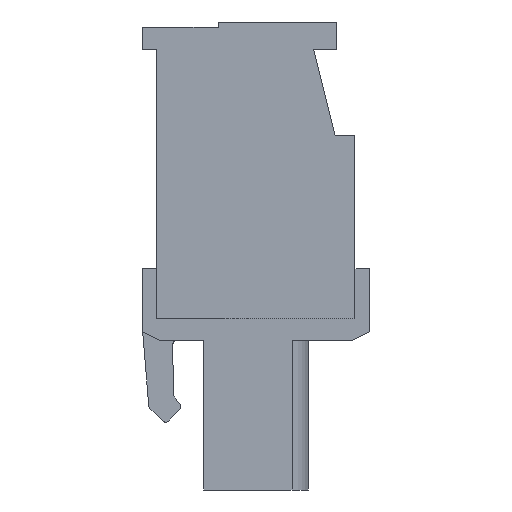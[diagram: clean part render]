
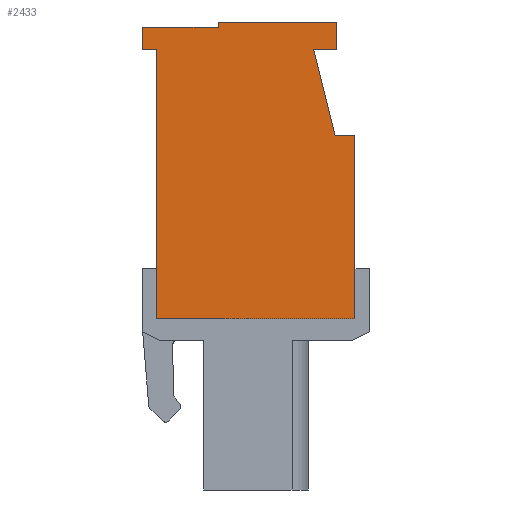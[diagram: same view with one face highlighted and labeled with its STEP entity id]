
A CAD part, left-side view. The second image highlights one B-rep face of the part: STEP entity #2433.
In plain terms, the highlighted planar face has unit normal (-1, 0, 0).
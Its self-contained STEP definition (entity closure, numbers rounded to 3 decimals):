
#2433 = ADVANCED_FACE( '', ( #5076 ), #5077, .T. );
#5076 = FACE_OUTER_BOUND( '', #8006, .T. );
#5077 = PLANE( '', #8007 );
#8006 = EDGE_LOOP( '', ( #14767, #14768, #14769, #14770, #14771, #14772, #14773, #14774, #14775, #14776, #14777, #14778 ) );
#8007 = AXIS2_PLACEMENT_3D( '', #14779, #14780, #14781 );
#14767 = ORIENTED_EDGE( '', *, *, #20163, .T. );
#14768 = ORIENTED_EDGE( '', *, *, #19466, .T. );
#14769 = ORIENTED_EDGE( '', *, *, #20811, .T. );
#14770 = ORIENTED_EDGE( '', *, *, #18957, .T. );
#14771 = ORIENTED_EDGE( '', *, *, #20115, .T. );
#14772 = ORIENTED_EDGE( '', *, *, #20140, .T. );
#14773 = ORIENTED_EDGE( '', *, *, #18602, .T. );
#14774 = ORIENTED_EDGE( '', *, *, #20812, .T. );
#14775 = ORIENTED_EDGE( '', *, *, #20293, .T. );
#14776 = ORIENTED_EDGE( '', *, *, #20813, .T. );
#14777 = ORIENTED_EDGE( '', *, *, #19915, .T. );
#14778 = ORIENTED_EDGE( '', *, *, #20814, .T. );
#14779 = CARTESIAN_POINT( '', ( -20., 0., 0. ) );
#14780 = DIRECTION( '', ( -1., 0., 0. ) );
#14781 = DIRECTION( '', ( 0., 0., 1. ) );
#18602 = EDGE_CURVE( '', #22653, #22651, #22654, .T. );
#18957 = EDGE_CURVE( '', #23258, #23259, #23260, .T. );
#19466 = EDGE_CURVE( '', #24070, #24071, #24072, .T. );
#19915 = EDGE_CURVE( '', #24744, #24745, #24746, .T. );
#20115 = EDGE_CURVE( '', #23259, #25041, #25042, .T. );
#20140 = EDGE_CURVE( '', #25041, #22653, #25079, .T. );
#20163 = EDGE_CURVE( '', #25108, #24070, #25109, .T. );
#20293 = EDGE_CURVE( '', #25284, #25282, #25285, .T. );
#20811 = EDGE_CURVE( '', #24071, #23258, #25959, .T. );
#20812 = EDGE_CURVE( '', #22651, #25284, #25960, .T. );
#20813 = EDGE_CURVE( '', #25282, #24744, #25961, .T. );
#20814 = EDGE_CURVE( '', #24745, #25108, #25962, .T. );
#22651 = VERTEX_POINT( '', #28389 );
#22653 = VERTEX_POINT( '', #28392 );
#22654 = LINE( '', #28393, #28394 );
#23258 = VERTEX_POINT( '', #29282 );
#23259 = VERTEX_POINT( '', #29283 );
#23260 = LINE( '', #29284, #29285 );
#24070 = VERTEX_POINT( '', #30491 );
#24071 = VERTEX_POINT( '', #30492 );
#24072 = LINE( '', #30493, #30494 );
#24744 = VERTEX_POINT( '', #31486 );
#24745 = VERTEX_POINT( '', #31487 );
#24746 = LINE( '', #31488, #31489 );
#25041 = VERTEX_POINT( '', #31927 );
#25042 = LINE( '', #31928, #31929 );
#25079 = LINE( '', #31986, #31987 );
#25108 = VERTEX_POINT( '', #32031 );
#25109 = LINE( '', #32032, #32033 );
#25282 = VERTEX_POINT( '', #32293 );
#25284 = VERTEX_POINT( '', #32296 );
#25285 = LINE( '', #32297, #32298 );
#25959 = LINE( '', #33312, #33313 );
#25960 = LINE( '', #33314, #33315 );
#25961 = LINE( '', #33316, #33317 );
#25962 = LINE( '', #33318, #33319 );
#28389 = CARTESIAN_POINT( '', ( -20., 5.5, -7.475 ) );
#28392 = CARTESIAN_POINT( '', ( -20., 5.5, 7.475 ) );
#28393 = CARTESIAN_POINT( '', ( -20., 5.5, 7.475 ) );
#28394 = VECTOR( '', #34972, 1000. );
#29282 = CARTESIAN_POINT( '', ( -20., 2.1, 8.725 ) );
#29283 = CARTESIAN_POINT( '', ( -20., 6.3, 8.725 ) );
#29284 = CARTESIAN_POINT( '', ( -20., 2.1, 8.725 ) );
#29285 = VECTOR( '', #35278, 1000. );
#30491 = CARTESIAN_POINT( '', ( -20., -4.5, 9.025 ) );
#30492 = CARTESIAN_POINT( '', ( -20., 2.1, 9.025 ) );
#30493 = CARTESIAN_POINT( '', ( -20., -4.5, 9.025 ) );
#30494 = VECTOR( '', #35731, 1000. );
#31486 = CARTESIAN_POINT( '', ( -20., -4.4, 2.725 ) );
#31487 = CARTESIAN_POINT( '', ( -20., -3.2, 7.525 ) );
#31488 = CARTESIAN_POINT( '', ( -20., -4.4, 2.725 ) );
#31489 = VECTOR( '', #36142, 1000. );
#31927 = CARTESIAN_POINT( '', ( -20., 6.3, 7.475 ) );
#31928 = CARTESIAN_POINT( '', ( -20., 6.3, 8.725 ) );
#31929 = VECTOR( '', #36307, 1000. );
#31986 = CARTESIAN_POINT( '', ( -20., 6.3, 7.475 ) );
#31987 = VECTOR( '', #36331, 1000. );
#32031 = CARTESIAN_POINT( '', ( -20., -4.5, 7.525 ) );
#32032 = CARTESIAN_POINT( '', ( -20., -4.5, 7.525 ) );
#32033 = VECTOR( '', #36347, 1000. );
#32293 = CARTESIAN_POINT( '', ( -20., -5.5, 2.725 ) );
#32296 = CARTESIAN_POINT( '', ( -20., -5.5, -7.475 ) );
#32297 = CARTESIAN_POINT( '', ( -20., -5.5, -7.475 ) );
#32298 = VECTOR( '', #36457, 1000. );
#33312 = CARTESIAN_POINT( '', ( -20., 2.1, 9.025 ) );
#33313 = VECTOR( '', #36873, 1000. );
#33314 = CARTESIAN_POINT( '', ( -20., 5.5, -7.475 ) );
#33315 = VECTOR( '', #36874, 1000. );
#33316 = CARTESIAN_POINT( '', ( -20., -5.5, 2.725 ) );
#33317 = VECTOR( '', #36875, 1000. );
#33318 = CARTESIAN_POINT( '', ( -20., -3.2, 7.525 ) );
#33319 = VECTOR( '', #36876, 1000. );
#34972 = DIRECTION( '', ( 0., 0., -1. ) );
#35278 = DIRECTION( '', ( 0., 1., 0. ) );
#35731 = DIRECTION( '', ( 0., 1., 0. ) );
#36142 = DIRECTION( '', ( 0., 0.243, 0.97 ) );
#36307 = DIRECTION( '', ( 0., 0., -1. ) );
#36331 = DIRECTION( '', ( 0., -1., 0. ) );
#36347 = DIRECTION( '', ( 0., 0., 1. ) );
#36457 = DIRECTION( '', ( 0., 0., 1. ) );
#36873 = DIRECTION( '', ( 0., 0., -1. ) );
#36874 = DIRECTION( '', ( 0., -1., 0. ) );
#36875 = DIRECTION( '', ( 0., 1., 0. ) );
#36876 = DIRECTION( '', ( 0., -1., 0. ) );
